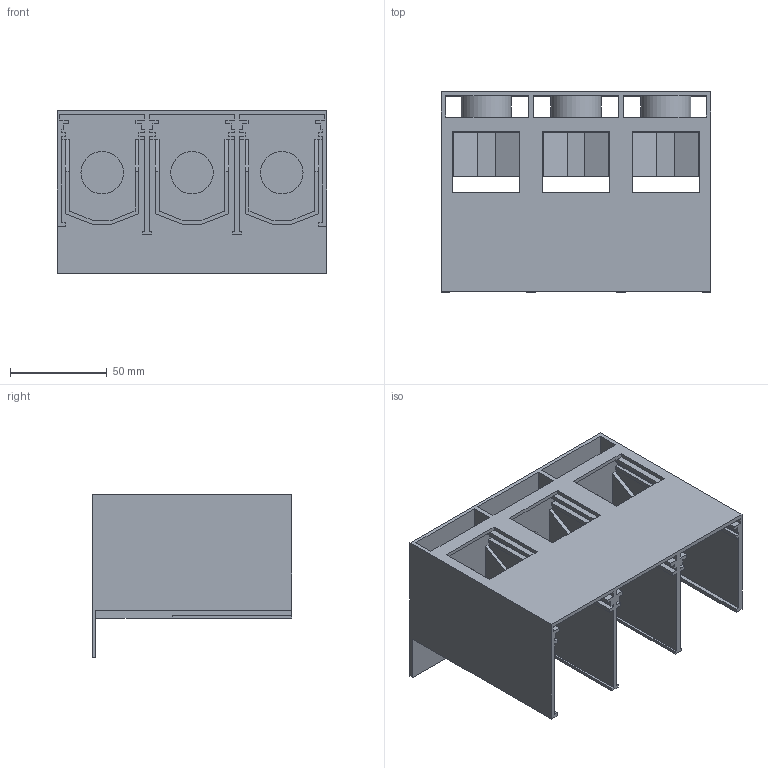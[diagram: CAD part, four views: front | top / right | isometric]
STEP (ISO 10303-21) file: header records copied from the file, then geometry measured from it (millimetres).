
FILE_DESCRIPTION(('CATIA V5 STEP Exchange'),'2;1');
FILE_NAME('1SDH001294R0144_1PA_001_00_A3_3p_HTC_sup.stp','2014-12-04T15:44:07+00:00',('none'),('none'),'CATIA Version 5 Release 20 SP 1 (IN-10)','CATIA V5 STEP AP214','none');
FILE_SCHEMA(('AUTOMOTIVE_DESIGN { 1 0 10303 214 1 1 1 1 }'));
Length unit declared in the file: millimetre
Products named in the file (1): 1SDH001294R0144_1PA_001_00_A3_3p_HTC_sup
Bounding box: 139.5 x 103.5 x 84.5 mm (x, y, z)
Volume: 143191.8 mm3; surface area: 134881.3 mm2
Topology: 1 solids, 1 shells, 176 faces, 516 edges, 342 vertices
Faces by surface type: plane 164, cylinder 12
Entity records: 5356 total; most frequent: ORIENTED_EDGE 1032, CARTESIAN_POINT 952, DIRECTION 702, EDGE_CURVE 516, VECTOR 492, LINE 492, VERTEX_POINT 342, EDGE_LOOP 194
